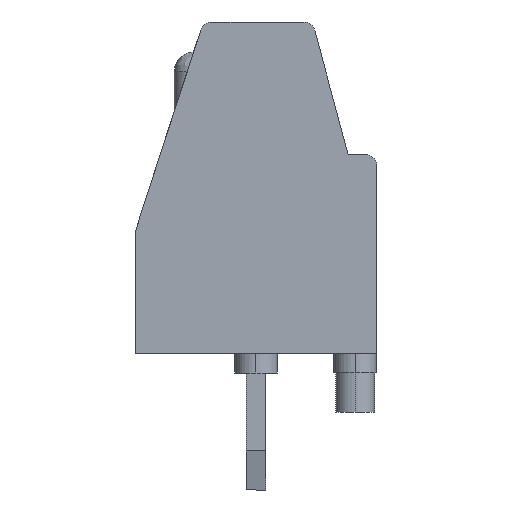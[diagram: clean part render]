
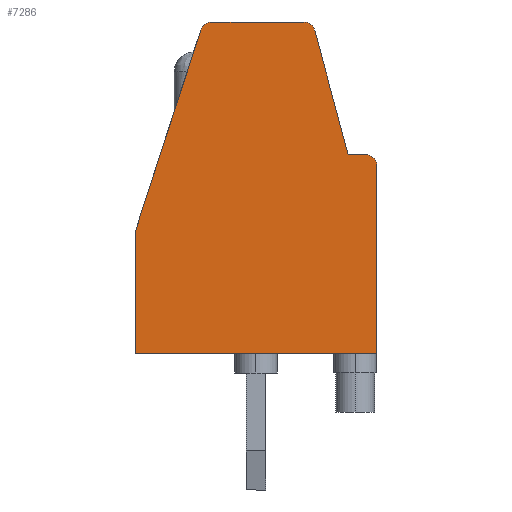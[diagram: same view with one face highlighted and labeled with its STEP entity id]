
A CAD part, left-side view. The second image highlights one B-rep face of the part: STEP entity #7286.
In plain terms, the highlighted planar face has unit normal (-1, 0, 0).
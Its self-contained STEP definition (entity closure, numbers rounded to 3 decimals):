
#75 = LINE ( 'NONE', #8177, #1152 ) ;
#98 = VERTEX_POINT ( 'NONE', #2809 ) ;
#128 = CARTESIAN_POINT ( 'NONE',  ( -4.04, -1.22, 8.2 ) ) ;
#167 = VERTEX_POINT ( 'NONE', #3587 ) ;
#215 = DIRECTION ( 'NONE',  ( 0., -1., 0. ) ) ;
#316 = CARTESIAN_POINT ( 'NONE',  ( -4.04, 3.1, 3.114 ) ) ;
#321 = LINE ( 'NONE', #580, #3875 ) ;
#474 = CIRCLE ( 'NONE', #3325, 0.3 ) ;
#517 = EDGE_CURVE ( 'NONE', #7815, #2273, #474, .T. ) ;
#564 = EDGE_CURVE ( 'NONE', #5895, #1766, #7703, .T. ) ;
#580 = CARTESIAN_POINT ( 'NONE',  ( -4.04, -2.54, 0. ) ) ;
#678 = CARTESIAN_POINT ( 'NONE',  ( -4.04, 1.417, 8.293 ) ) ;
#743 = VECTOR ( 'NONE', #4713, 1000. ) ;
#1002 = DIRECTION ( 'NONE',  ( 0., -0.309, 0.951 ) ) ;
#1047 = ORIENTED_EDGE ( 'NONE', *, *, #5148, .F. ) ;
#1152 = VECTOR ( 'NONE', #4357, 1000. ) ;
#1312 = ORIENTED_EDGE ( 'NONE', *, *, #564, .F. ) ;
#1329 = DIRECTION ( 'NONE',  ( 1., 0., 0. ) ) ;
#1446 = AXIS2_PLACEMENT_3D ( 'NONE', #5592, #6255, #2448 ) ;
#1449 = VERTEX_POINT ( 'NONE', #678 ) ;
#1766 = VERTEX_POINT ( 'NONE', #7283 ) ;
#1776 = EDGE_CURVE ( 'NONE', #6331, #1449, #7711, .T. ) ;
#1799 = CARTESIAN_POINT ( 'NONE',  ( -4.04, 21.223, -6.451 ) ) ;
#1924 = ORIENTED_EDGE ( 'NONE', *, *, #4705, .F. ) ;
#2227 = EDGE_CURVE ( 'NONE', #1449, #5480, #5209, .T. ) ;
#2273 = VERTEX_POINT ( 'NONE', #7465 ) ;
#2448 = DIRECTION ( 'NONE',  ( 0., -1., 0. ) ) ;
#2454 = CARTESIAN_POINT ( 'NONE',  ( -4.04, 3.1, 3.114 ) ) ;
#2499 = DIRECTION ( 'NONE',  ( 0., 1., 0. ) ) ;
#2559 = EDGE_LOOP ( 'NONE', ( #3452, #1312, #3820, #2742, #1047, #7392, #6389, #1924, #4510, #4533 ) ) ;
#2602 = CARTESIAN_POINT ( 'NONE',  ( -4.04, -2.8, 4.8 ) ) ;
#2742 = ORIENTED_EDGE ( 'NONE', *, *, #517, .F. ) ;
#2809 = CARTESIAN_POINT ( 'NONE',  ( -4.04, -3.1, 4.8 ) ) ;
#2852 = FACE_OUTER_BOUND ( 'NONE', #2559, .T. ) ;
#2995 = CARTESIAN_POINT ( 'NONE',  ( -4.04, 21.223, 8.5 ) ) ;
#3049 = VECTOR ( 'NONE', #1002, 1000. ) ;
#3099 = EDGE_CURVE ( 'NONE', #98, #4885, #4540, .T. ) ;
#3301 = LINE ( 'NONE', #6312, #4957 ) ;
#3325 = AXIS2_PLACEMENT_3D ( 'NONE', #128, #5825, #215 ) ;
#3452 = ORIENTED_EDGE ( 'NONE', *, *, #7451, .F. ) ;
#3587 = CARTESIAN_POINT ( 'NONE',  ( -4.04, 3.1, 0. ) ) ;
#3811 = EDGE_CURVE ( 'NONE', #2273, #5895, #75, .T. ) ;
#3820 = ORIENTED_EDGE ( 'NONE', *, *, #3811, .F. ) ;
#3875 = VECTOR ( 'NONE', #7539, 1000. ) ;
#3906 = CARTESIAN_POINT ( 'NONE',  ( -4.04, 1.132, 8.5 ) ) ;
#4003 = CARTESIAN_POINT ( 'NONE',  ( -4.04, -3.1, 0. ) ) ;
#4164 = VECTOR ( 'NONE', #5471, 1000. ) ;
#4325 = AXIS2_PLACEMENT_3D ( 'NONE', #1799, #6196, #2499 ) ;
#4357 = DIRECTION ( 'NONE',  ( 0., -0.259, -0.966 ) ) ;
#4510 = ORIENTED_EDGE ( 'NONE', *, *, #6258, .F. ) ;
#4533 = ORIENTED_EDGE ( 'NONE', *, *, #3099, .F. ) ;
#4540 = LINE ( 'NONE', #8081, #7742 ) ;
#4705 = EDGE_CURVE ( 'NONE', #167, #6331, #3301, .T. ) ;
#4713 = DIRECTION ( 'NONE',  ( 0., -1., 0. ) ) ;
#4885 = VERTEX_POINT ( 'NONE', #4003 ) ;
#4957 = VECTOR ( 'NONE', #7619, 1000. ) ;
#5148 = EDGE_CURVE ( 'NONE', #5480, #7815, #7054, .T. ) ;
#5209 = CIRCLE ( 'NONE', #1446, 0.3 ) ;
#5303 = CIRCLE ( 'NONE', #5595, 0.3 ) ;
#5471 = DIRECTION ( 'NONE',  ( 0., -1., 0. ) ) ;
#5480 = VERTEX_POINT ( 'NONE', #3906 ) ;
#5592 = CARTESIAN_POINT ( 'NONE',  ( -4.04, 1.132, 8.2 ) ) ;
#5595 = AXIS2_PLACEMENT_3D ( 'NONE', #2602, #1329, #7640 ) ;
#5688 = CARTESIAN_POINT ( 'NONE',  ( -4.04, -2.361, 5.1 ) ) ;
#5825 = DIRECTION ( 'NONE',  ( 1., 0., 0. ) ) ;
#5895 = VERTEX_POINT ( 'NONE', #5688 ) ;
#6183 = DIRECTION ( 'NONE',  ( 0., 0., -1. ) ) ;
#6196 = DIRECTION ( 'NONE',  ( 1., 0., 0. ) ) ;
#6255 = DIRECTION ( 'NONE',  ( 1., 0., 0. ) ) ;
#6258 = EDGE_CURVE ( 'NONE', #4885, #167, #321, .T. ) ;
#6312 = CARTESIAN_POINT ( 'NONE',  ( -4.04, 3.1, 0. ) ) ;
#6331 = VERTEX_POINT ( 'NONE', #2454 ) ;
#6389 = ORIENTED_EDGE ( 'NONE', *, *, #1776, .F. ) ;
#7054 = LINE ( 'NONE', #2995, #4164 ) ;
#7190 = CARTESIAN_POINT ( 'NONE',  ( -4.04, -2.361, 5.1 ) ) ;
#7283 = CARTESIAN_POINT ( 'NONE',  ( -4.04, -2.8, 5.1 ) ) ;
#7286 = ADVANCED_FACE ( 'NONE', ( #2852 ), #8228, .F. ) ;
#7392 = ORIENTED_EDGE ( 'NONE', *, *, #2227, .F. ) ;
#7451 = EDGE_CURVE ( 'NONE', #1766, #98, #5303, .T. ) ;
#7465 = CARTESIAN_POINT ( 'NONE',  ( -4.04, -1.51, 8.278 ) ) ;
#7539 = DIRECTION ( 'NONE',  ( 0., 1., 0. ) ) ;
#7619 = DIRECTION ( 'NONE',  ( 0., 0., 1. ) ) ;
#7640 = DIRECTION ( 'NONE',  ( 0., -1., 0. ) ) ;
#7703 = LINE ( 'NONE', #7190, #743 ) ;
#7711 = LINE ( 'NONE', #316, #3049 ) ;
#7742 = VECTOR ( 'NONE', #6183, 1000. ) ;
#7815 = VERTEX_POINT ( 'NONE', #8009 ) ;
#8009 = CARTESIAN_POINT ( 'NONE',  ( -4.04, -1.22, 8.5 ) ) ;
#8081 = CARTESIAN_POINT ( 'NONE',  ( -4.04, -3.1, -6.451 ) ) ;
#8177 = CARTESIAN_POINT ( 'NONE',  ( -4.04, -1.51, 8.278 ) ) ;
#8228 = PLANE ( 'NONE',  #4325 ) ;
